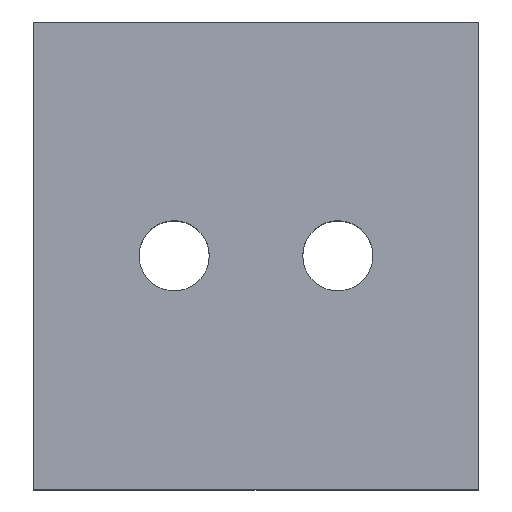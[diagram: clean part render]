
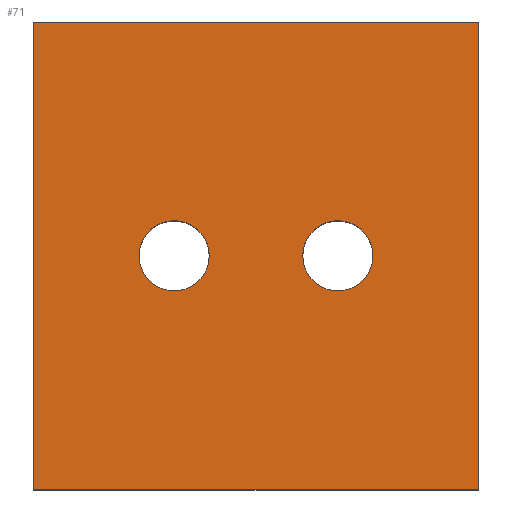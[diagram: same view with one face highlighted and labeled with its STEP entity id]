
A CAD part, top view. The second image highlights one B-rep face of the part: STEP entity #71.
In plain terms, the highlighted planar face has unit normal (0, 0, 1).
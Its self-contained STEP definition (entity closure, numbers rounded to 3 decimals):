
#71=ADVANCED_FACE('NONE',(#141,#142,#143),#144,.F.);
#141=FACE_OUTER_BOUND('',#207,.T.);
#142=FACE_BOUND('',#208,.T.);
#143=FACE_BOUND('',#209,.T.);
#144=PLANE('',#210);
#207=EDGE_LOOP('',(#351,#352,#353,#354));
#208=EDGE_LOOP('',(#355,#356));
#209=EDGE_LOOP('',(#357,#358));
#210=AXIS2_PLACEMENT_3D('',#359,#360,#361);
#351=ORIENTED_EDGE('',*,*,#443,.T.);
#352=ORIENTED_EDGE('',*,*,#447,.T.);
#353=ORIENTED_EDGE('',*,*,#450,.T.);
#354=ORIENTED_EDGE('',*,*,#425,.T.);
#355=ORIENTED_EDGE('',*,*,#452,.F.);
#356=ORIENTED_EDGE('',*,*,#394,.F.);
#357=ORIENTED_EDGE('',*,*,#453,.F.);
#358=ORIENTED_EDGE('',*,*,#399,.F.);
#359=CARTESIAN_POINT('',(-9.5,0.,12.0));
#360=DIRECTION('',(0.0,0.0,-1.0));
#361=DIRECTION('',(0.0,-1.0,0.0));
#394=EDGE_CURVE('NONE',#462,#464,#465,.T.);
#399=EDGE_CURVE('NONE',#471,#473,#474,.T.);
#425=EDGE_CURVE('NONE',#515,#513,#516,.T.);
#443=EDGE_CURVE('NONE',#513,#538,#540,.T.);
#447=EDGE_CURVE('NONE',#538,#544,#546,.T.);
#450=EDGE_CURVE('NONE',#544,#515,#549,.T.);
#452=EDGE_CURVE('NONE',#464,#462,#551,.T.);
#453=EDGE_CURVE('NONE',#473,#471,#552,.T.);
#462=VERTEX_POINT('NONE',#561);
#464=VERTEX_POINT('NONE',#564);
#465=CIRCLE('',#565,1.5);
#471=VERTEX_POINT('NONE',#572);
#473=VERTEX_POINT('NONE',#575);
#474=CIRCLE('',#576,1.5);
#513=VERTEX_POINT('NONE',#634);
#515=VERTEX_POINT('NONE',#637);
#516=LINE('',#638,#639);
#538=VERTEX_POINT('NONE',#670);
#540=LINE('',#673,#674);
#544=VERTEX_POINT('NONE',#679);
#546=LINE('',#682,#683);
#549=LINE('',#687,#688);
#551=CIRCLE('',#690,1.5);
#552=CIRCLE('',#691,1.5);
#561=CARTESIAN_POINT('',(-5.0,-10.0,12.0));
#564=CARTESIAN_POINT('',(-2.0,-10.0,12.0));
#565=AXIS2_PLACEMENT_3D('',#700,#701,#702);
#572=CARTESIAN_POINT('',(2.0,-10.0,12.0));
#575=CARTESIAN_POINT('',(5.0,-10.0,12.0));
#576=AXIS2_PLACEMENT_3D('',#708,#709,#710);
#634=CARTESIAN_POINT('',(-9.5,0.,12.0));
#637=CARTESIAN_POINT('',(9.5,0.,12.0));
#638=CARTESIAN_POINT('',(-9.5,0.,12.0));
#639=VECTOR('',#731,1000.0);
#670=CARTESIAN_POINT('',(-9.5,-20.0,12.0));
#673=CARTESIAN_POINT('',(-9.5,-20.0,12.0));
#674=VECTOR('',#748,1000.0);
#679=CARTESIAN_POINT('',(9.5,-20.0,12.0));
#682=CARTESIAN_POINT('',(-9.5,-20.0,12.0));
#683=VECTOR('',#751,1000.0);
#687=CARTESIAN_POINT('',(9.5,-20.0,12.0));
#688=VECTOR('',#753,1000.0);
#690=AXIS2_PLACEMENT_3D('',#754,#755,#756);
#691=AXIS2_PLACEMENT_3D('',#757,#758,#759);
#700=CARTESIAN_POINT('',(-3.5,-10.0,12.0));
#701=DIRECTION('',(0.0,0.0,1.0));
#702=DIRECTION('',(1.0,0.0,0.0));
#708=CARTESIAN_POINT('',(3.5,-10.0,12.0));
#709=DIRECTION('',(0.0,0.0,1.0));
#710=DIRECTION('',(1.0,0.0,0.0));
#731=DIRECTION('',(-1.0,-0.0,-0.0));
#748=DIRECTION('',(-0.0,-1.0,-0.0));
#751=DIRECTION('',(1.0,0.0,0.0));
#753=DIRECTION('',(0.0,1.0,0.0));
#754=CARTESIAN_POINT('',(-3.5,-10.0,12.0));
#755=DIRECTION('',(0.0,0.0,1.0));
#756=DIRECTION('',(1.0,0.0,0.0));
#757=CARTESIAN_POINT('',(3.5,-10.0,12.0));
#758=DIRECTION('',(0.0,0.0,1.0));
#759=DIRECTION('',(1.0,0.0,0.0));
